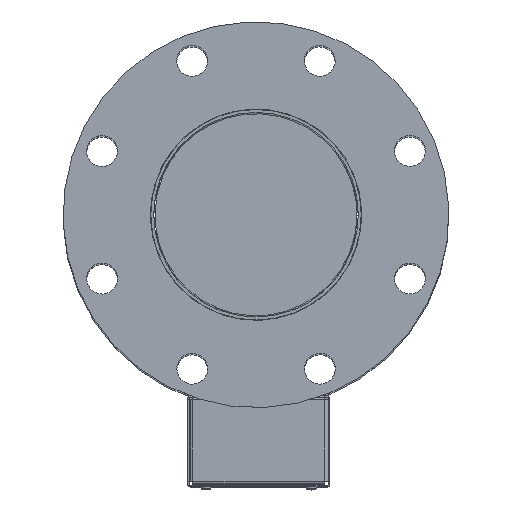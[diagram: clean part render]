
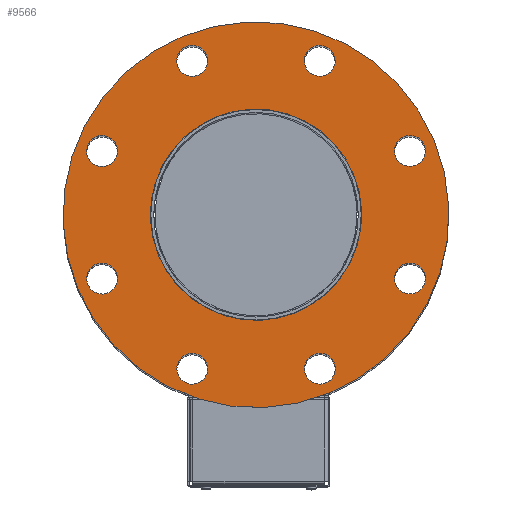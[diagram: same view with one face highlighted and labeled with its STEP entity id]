
A CAD part, top view. The second image highlights one B-rep face of the part: STEP entity #9566.
In plain terms, the highlighted face is planar.
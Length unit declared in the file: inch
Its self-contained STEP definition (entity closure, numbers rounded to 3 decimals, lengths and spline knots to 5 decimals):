
#2449=PLANE('',#10293);
#2760=CIRCLE('',#10264,13.97);
#2762=CIRCLE('',#10267,1.1176);
#2764=CIRCLE('',#10270,1.1176);
#2766=CIRCLE('',#10273,1.1176);
#2768=CIRCLE('',#10276,1.1176);
#2770=CIRCLE('',#10279,1.1176);
#2772=CIRCLE('',#10282,1.1176);
#2774=CIRCLE('',#10285,1.1176);
#2776=CIRCLE('',#10288,7.65175);
#2778=CIRCLE('',#10291,1.1176);
#3331=VERTEX_POINT('',#14811);
#3333=VERTEX_POINT('',#14816);
#3335=VERTEX_POINT('',#14821);
#3337=VERTEX_POINT('',#14826);
#3339=VERTEX_POINT('',#14831);
#3341=VERTEX_POINT('',#14836);
#3343=VERTEX_POINT('',#14841);
#3345=VERTEX_POINT('',#14846);
#3347=VERTEX_POINT('',#14851);
#3349=VERTEX_POINT('',#14856);
#4283=EDGE_CURVE('',#3331,#3331,#2760,.T.);
#4285=EDGE_CURVE('',#3333,#3333,#2762,.T.);
#4287=EDGE_CURVE('',#3335,#3335,#2764,.T.);
#4289=EDGE_CURVE('',#3337,#3337,#2766,.T.);
#4291=EDGE_CURVE('',#3339,#3339,#2768,.T.);
#4293=EDGE_CURVE('',#3341,#3341,#2770,.T.);
#4295=EDGE_CURVE('',#3343,#3343,#2772,.T.);
#4297=EDGE_CURVE('',#3345,#3345,#2774,.T.);
#4299=EDGE_CURVE('',#3347,#3347,#2776,.T.);
#4301=EDGE_CURVE('',#3349,#3349,#2778,.T.);
#5822=ORIENTED_EDGE('',*,*,#4301,.T.);
#5823=ORIENTED_EDGE('',*,*,#4299,.T.);
#5824=ORIENTED_EDGE('',*,*,#4297,.T.);
#5825=ORIENTED_EDGE('',*,*,#4295,.T.);
#5826=ORIENTED_EDGE('',*,*,#4293,.T.);
#5827=ORIENTED_EDGE('',*,*,#4291,.T.);
#5828=ORIENTED_EDGE('',*,*,#4289,.T.);
#5829=ORIENTED_EDGE('',*,*,#4287,.T.);
#5830=ORIENTED_EDGE('',*,*,#4285,.T.);
#5831=ORIENTED_EDGE('',*,*,#4283,.F.);
#8088=EDGE_LOOP('',(#5822));
#8089=EDGE_LOOP('',(#5823));
#8090=EDGE_LOOP('',(#5824));
#8091=EDGE_LOOP('',(#5825));
#8092=EDGE_LOOP('',(#5826));
#8093=EDGE_LOOP('',(#5827));
#8094=EDGE_LOOP('',(#5828));
#8095=EDGE_LOOP('',(#5829));
#8096=EDGE_LOOP('',(#5830));
#8097=EDGE_LOOP('',(#5831));
#8868=FACE_BOUND('',#8088,.T.);
#8869=FACE_BOUND('',#8089,.T.);
#8870=FACE_BOUND('',#8090,.T.);
#8871=FACE_BOUND('',#8091,.T.);
#8872=FACE_BOUND('',#8092,.T.);
#8873=FACE_BOUND('',#8093,.T.);
#8874=FACE_BOUND('',#8094,.T.);
#8875=FACE_BOUND('',#8095,.T.);
#8876=FACE_BOUND('',#8096,.T.);
#8877=FACE_BOUND('',#8097,.T.);
#9566=ADVANCED_FACE('',(#8868,#8869,#8870,#8871,#8872,#8873,#8874,#8875,
#8876,#8877),#2449,.F.);
#10264=AXIS2_PLACEMENT_3D('',#14810,#11769,#11770);
#10267=AXIS2_PLACEMENT_3D('',#14815,#11775,#11776);
#10270=AXIS2_PLACEMENT_3D('',#14820,#11781,#11782);
#10273=AXIS2_PLACEMENT_3D('',#14825,#11787,#11788);
#10276=AXIS2_PLACEMENT_3D('',#14830,#11793,#11794);
#10279=AXIS2_PLACEMENT_3D('',#14835,#11799,#11800);
#10282=AXIS2_PLACEMENT_3D('',#14840,#11805,#11806);
#10285=AXIS2_PLACEMENT_3D('',#14845,#11811,#11812);
#10288=AXIS2_PLACEMENT_3D('',#14850,#11817,#11818);
#10291=AXIS2_PLACEMENT_3D('',#14855,#11823,#11824);
#10293=AXIS2_PLACEMENT_3D('',#14858,#11826,$);
#11769=DIRECTION('',(0.,0.,1.));
#11770=DIRECTION('',(13.97,0.,0.));
#11775=DIRECTION('',(0.,0.,1.));
#11776=DIRECTION('',(1.118,0.,0.));
#11781=DIRECTION('',(0.,0.,1.));
#11782=DIRECTION('',(1.118,0.,0.));
#11787=DIRECTION('',(0.,0.,1.));
#11788=DIRECTION('',(1.118,0.,0.));
#11793=DIRECTION('',(0.,0.,1.));
#11794=DIRECTION('',(1.118,0.,0.));
#11799=DIRECTION('',(0.,0.,1.));
#11800=DIRECTION('',(1.118,0.,0.));
#11805=DIRECTION('',(0.,0.,1.));
#11806=DIRECTION('',(1.118,0.,0.));
#11811=DIRECTION('',(0.,0.,1.));
#11812=DIRECTION('',(1.118,0.,0.));
#11817=DIRECTION('',(0.,0.,1.));
#11818=DIRECTION('',(7.652,0.,0.));
#11823=DIRECTION('',(0.,0.,1.));
#11824=DIRECTION('',(1.118,0.,0.));
#11826=DIRECTION('',(0.,0.,1.));
#14810=CARTESIAN_POINT('',(0.,0.,0.));
#14811=CARTESIAN_POINT('',(13.97,0.,0.));
#14815=CARTESIAN_POINT('',(0.,-12.065,0.));
#14816=CARTESIAN_POINT('',(1.1176,-12.065,0.));
#14820=CARTESIAN_POINT('',(-8.53124,-8.53124,0.));
#14821=CARTESIAN_POINT('',(-7.41364,-8.53124,0.));
#14825=CARTESIAN_POINT('',(-12.065,0.,0.));
#14826=CARTESIAN_POINT('',(-10.9474,0.,0.));
#14830=CARTESIAN_POINT('',(-8.53124,8.53124,0.));
#14831=CARTESIAN_POINT('',(-7.41364,8.53124,0.));
#14835=CARTESIAN_POINT('',(0.,12.065,0.));
#14836=CARTESIAN_POINT('',(1.1176,12.065,0.));
#14840=CARTESIAN_POINT('',(8.53124,8.53124,0.));
#14841=CARTESIAN_POINT('',(9.64884,8.53124,0.));
#14845=CARTESIAN_POINT('',(12.065,0.,0.));
#14846=CARTESIAN_POINT('',(13.1826,0.,0.));
#14850=CARTESIAN_POINT('',(0.,0.,0.));
#14851=CARTESIAN_POINT('',(7.65175,0.,0.));
#14855=CARTESIAN_POINT('',(8.53124,-8.53124,0.));
#14856=CARTESIAN_POINT('',(9.64884,-8.53124,0.));
#14858=CARTESIAN_POINT('',(0.,0.,0.));
